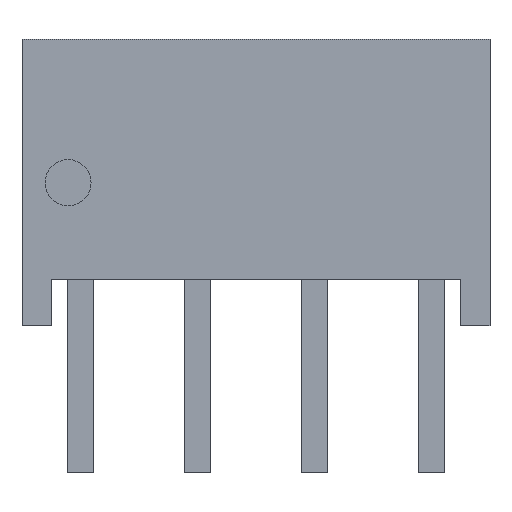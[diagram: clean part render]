
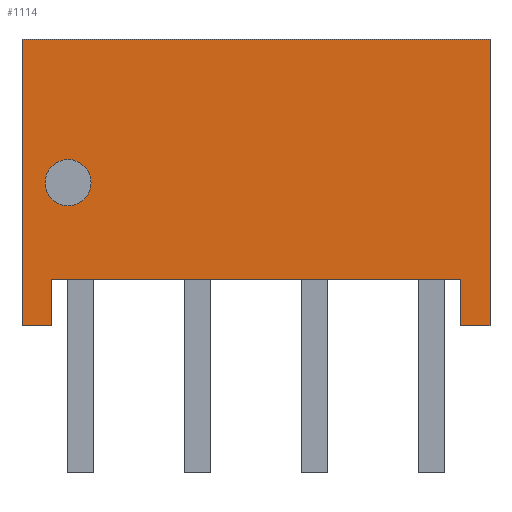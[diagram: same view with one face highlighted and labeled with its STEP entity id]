
A CAD part, front view. The second image highlights one B-rep face of the part: STEP entity #1114.
In plain terms, the highlighted free-form (B-spline) face has degree [1, 1] with [2, 2] control points.
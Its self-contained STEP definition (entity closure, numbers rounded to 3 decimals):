
#937=CARTESIAN_POINT('',(-3.58,-2.477,3.112));
#938=VERTEX_POINT('',#937);
#947=CARTESIAN_POINT('',(-4.58,-2.477,3.112));
#948=VERTEX_POINT('',#947);
#949=CARTESIAN_POINT('',(-4.08,-2.477,3.112));
#950=DIRECTION('',(0.0,1.0,0.0));
#951=DIRECTION('',(1.0,0.0,0.0));
#952=AXIS2_PLACEMENT_3D('',#949,#950,#951);
#953=CIRCLE('',#952,0.5);
#954=EDGE_CURVE('',#948,#938,#953,.T.);
#988=CARTESIAN_POINT('',(-4.08,-2.477,3.112));
#989=DIRECTION('',(0.0,1.0,0.0));
#990=DIRECTION('',(1.0,0.0,0.0));
#991=AXIS2_PLACEMENT_3D('',#988,#989,#990);
#992=CIRCLE('',#991,0.5);
#993=EDGE_CURVE('',#938,#948,#992,.T.);
#1013=CARTESIAN_POINT('',(-4.445,-2.477,0.0));
#1014=VERTEX_POINT('',#1013);
#1015=CARTESIAN_POINT('',(-4.445,-2.477,1.016));
#1016=VERTEX_POINT('',#1015);
#1017=CARTESIAN_POINT('',(-4.445,-2.477,0.0));
#1018=DIRECTION('',(0.0,0.0,1.0));
#1019=VECTOR('',#1018,1.016);
#1020=LINE('',#1017,#1019);
#1021=EDGE_CURVE('',#1014,#1016,#1020,.T.);
#1048=CARTESIAN_POINT('',(5.08,-2.477,6.223));
#1049=CARTESIAN_POINT('',(5.08,-2.477,0.0));
#1050=CARTESIAN_POINT('',(-5.08,-2.477,6.223));
#1051=CARTESIAN_POINT('',(-5.08,-2.477,0.0));
#1052=B_SPLINE_SURFACE_WITH_KNOTS('',1,1,((#1048,#1050),(#1049,#1051)),.UNSPECIFIED.,.F.,.F.,.U.,(2,2),(2,2),(0.0,6.223),(0.0,10.16),.UNSPECIFIED.);
#1053=ORIENTED_EDGE('',*,*,#1021,.T.);
#1054=CARTESIAN_POINT('',(4.445,-2.477,1.016));
#1055=VERTEX_POINT('',#1054);
#1056=CARTESIAN_POINT('',(-4.445,-2.477,1.016));
#1057=DIRECTION('',(1.0,0.0,0.0));
#1058=VECTOR('',#1057,8.89);
#1059=LINE('',#1056,#1058);
#1060=EDGE_CURVE('',#1016,#1055,#1059,.T.);
#1061=ORIENTED_EDGE('',*,*,#1060,.T.);
#1062=CARTESIAN_POINT('',(4.445,-2.477,0.0));
#1063=VERTEX_POINT('',#1062);
#1064=CARTESIAN_POINT('',(4.445,-2.477,1.016));
#1065=DIRECTION('',(0.0,0.0,-1.0));
#1066=VECTOR('',#1065,1.016);
#1067=LINE('',#1064,#1066);
#1068=EDGE_CURVE('',#1055,#1063,#1067,.T.);
#1069=ORIENTED_EDGE('',*,*,#1068,.T.);
#1070=CARTESIAN_POINT('',(5.08,-2.477,0.0));
#1071=VERTEX_POINT('',#1070);
#1072=CARTESIAN_POINT('',(4.445,-2.477,0.0));
#1073=DIRECTION('',(1.0,0.0,0.0));
#1074=VECTOR('',#1073,0.635);
#1075=LINE('',#1072,#1074);
#1076=EDGE_CURVE('',#1063,#1071,#1075,.T.);
#1077=ORIENTED_EDGE('',*,*,#1076,.T.);
#1078=CARTESIAN_POINT('',(5.08,-2.477,6.223));
#1079=VERTEX_POINT('',#1078);
#1080=CARTESIAN_POINT('',(5.08,-2.477,6.223));
#1081=DIRECTION('',(0.0,0.0,-1.0));
#1082=VECTOR('',#1081,6.223);
#1083=LINE('',#1080,#1082);
#1084=EDGE_CURVE('',#1079,#1071,#1083,.T.);
#1085=ORIENTED_EDGE('',*,*,#1084,.F.);
#1086=CARTESIAN_POINT('',(-5.08,-2.477,6.223));
#1087=VERTEX_POINT('',#1086);
#1088=CARTESIAN_POINT('',(5.08,-2.477,6.223));
#1089=DIRECTION('',(-1.0,0.0,0.0));
#1090=VECTOR('',#1089,10.16);
#1091=LINE('',#1088,#1090);
#1092=EDGE_CURVE('',#1079,#1087,#1091,.T.);
#1093=ORIENTED_EDGE('',*,*,#1092,.T.);
#1094=CARTESIAN_POINT('',(-5.08,-2.477,0.0));
#1095=VERTEX_POINT('',#1094);
#1096=CARTESIAN_POINT('',(-5.08,-2.477,6.223));
#1097=DIRECTION('',(0.0,0.0,-1.0));
#1098=VECTOR('',#1097,6.223);
#1099=LINE('',#1096,#1098);
#1100=EDGE_CURVE('',#1087,#1095,#1099,.T.);
#1101=ORIENTED_EDGE('',*,*,#1100,.T.);
#1102=CARTESIAN_POINT('',(-5.08,-2.477,0.0));
#1103=DIRECTION('',(1.0,0.0,0.0));
#1104=VECTOR('',#1103,0.635);
#1105=LINE('',#1102,#1104);
#1106=EDGE_CURVE('',#1095,#1014,#1105,.T.);
#1107=ORIENTED_EDGE('',*,*,#1106,.T.);
#1108=EDGE_LOOP('',(#1053,#1061,#1069,#1077,#1085,#1093,#1101,#1107));
#1109=FACE_OUTER_BOUND('',#1108,.T.);
#1110=ORIENTED_EDGE('',*,*,#993,.T.);
#1111=ORIENTED_EDGE('',*,*,#954,.T.);
#1112=EDGE_LOOP('',(#1110,#1111));
#1113=FACE_BOUND('',#1112,.T.);
#1114=ADVANCED_FACE('',(#1109,#1113),#1052,.F.);
